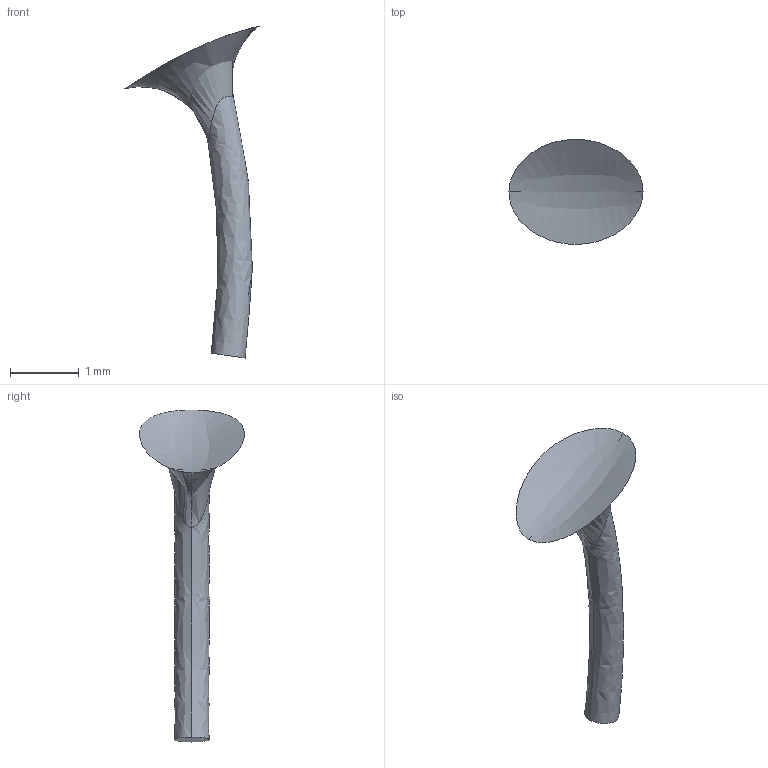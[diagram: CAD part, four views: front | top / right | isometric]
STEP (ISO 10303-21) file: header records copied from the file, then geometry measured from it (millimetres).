
FILE_DESCRIPTION(('FreeCAD Model'),'2;1');
FILE_NAME('CY2_3.stp', '2016-01-27T22:41:20',('FreeCAD'),('FreeCAD'), 'Open CASCADE STEP processor 6.8','FreeCAD','Unknown');
FILE_SCHEMA(('AUTOMOTIVE_DESIGN_CC2 { 1 2 10303 214 -1 1 5 4 }'));
Length unit declared in the file: millimetre
Products named in the file (1): Open CASCADE STEP translator 6.8 352
Bounding box: 1.95 x 1.53 x 4.83 mm (x, y, z)
Volume: 1.1 mm3; surface area: 12.3 mm2
Topology: 1 solids, 1 shells, 6 faces, 10 edges, 6 vertices
Faces by surface type: bspline 5, plane 1
Entity records: 1250 total; most frequent: CARTESIAN_POINT 1093, B_SPLINE_CURVE_WITH_KNOTS 30, ORIENTED_EDGE 20, PCURVE 20, DEFINITIONAL_REPRESENTATION 20, EDGE_CURVE 10, SURFACE_CURVE 10, ADVANCED_FACE 6
